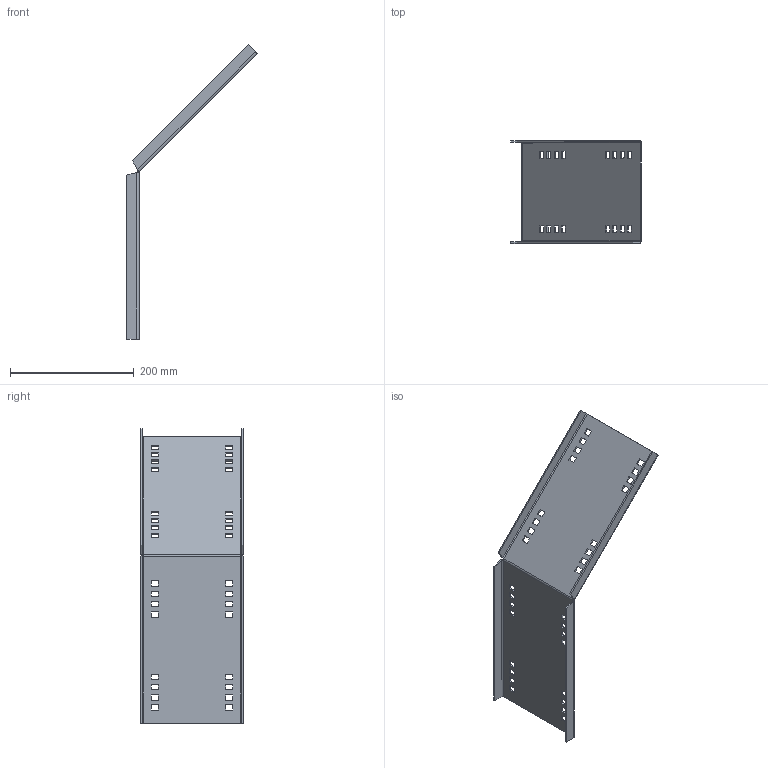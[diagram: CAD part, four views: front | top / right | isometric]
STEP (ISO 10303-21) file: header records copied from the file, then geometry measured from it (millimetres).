
FILE_DESCRIPTION((''),'2;1');
FILE_NAME('6227902','2013-01-29T',('AndreasKeweloh'),(''),'PRO/ENGINEER BY PARAMETRIC TECHNOLOGY CORPORATION, 2012360','PRO/ENGINEER BY PARAMETRIC TECHNOLOGY CORPORATION, 2012360','');
FILE_SCHEMA(('CONFIG_CONTROL_DESIGN'));
Length unit declared in the file: millimetre
Products named in the file (1): 6227902
Bounding box: 210.92 x 166 x 475.06 mm (x, y, z)
Volume: 260025.6 mm3; surface area: 215078.5 mm2
Topology: 1 solids, 1 shells, 310 faces, 912 edges, 604 vertices
Faces by surface type: plane 156, cylinder 146, bspline 8
Entity records: 10938 total; most frequent: CARTESIAN_POINT 2306, ORIENTED_EDGE 1824, DIRECTION 1776, EDGE_CURVE 912, VECTOR 604, LINE 604, VERTEX_POINT 604, AXIS2_PLACEMENT_3D 586
